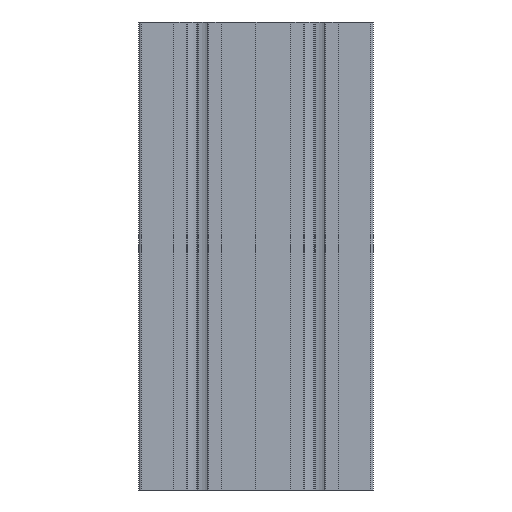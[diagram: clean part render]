
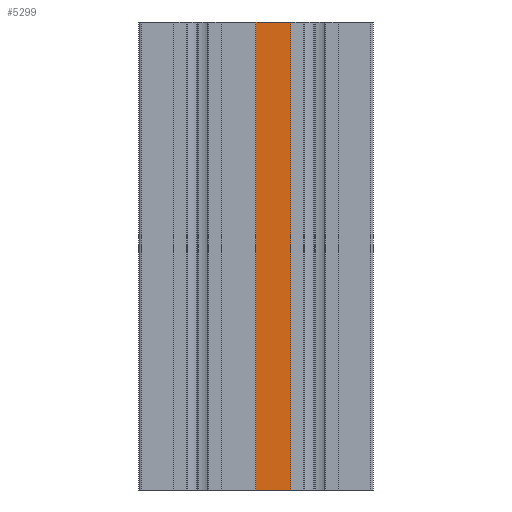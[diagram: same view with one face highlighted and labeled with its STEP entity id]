
A CAD part, front view. The second image highlights one B-rep face of the part: STEP entity #5299.
In plain terms, the highlighted planar face has unit normal (0, -1, 0).
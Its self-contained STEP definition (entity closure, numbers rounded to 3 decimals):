
#5260=CARTESIAN_POINT('',(0.465,-10.485,0.0));
#5261=DIRECTION('',(0.0,-1.0,0.0));
#5262=DIRECTION('',(0.0,0.0,-1.0));
#5263=AXIS2_PLACEMENT_3D('',#5260,#5261,#5262);
#5264=PLANE('',#5263);
#5265=CARTESIAN_POINT('',(0.465,-10.485,100.0));
#5266=VERTEX_POINT('',#5265);
#5267=CARTESIAN_POINT('',(-6.96,-10.485,100.0));
#5268=VERTEX_POINT('',#5267);
#5269=CARTESIAN_POINT('',(0.465,-10.485,100.0));
#5270=DIRECTION('',(-1.0,0.0,0.0));
#5271=VECTOR('',#5270,7.425);
#5272=LINE('',#5269,#5271);
#5273=EDGE_CURVE('',#5266,#5268,#5272,.T.);
#5274=ORIENTED_EDGE('',*,*,#5273,.T.);
#5275=CARTESIAN_POINT('',(-6.96,-10.485,0.0));
#5276=VERTEX_POINT('',#5275);
#5277=CARTESIAN_POINT('',(-6.96,-10.485,0.0));
#5278=DIRECTION('',(0.0,0.0,1.0));
#5279=VECTOR('',#5278,100.0);
#5280=LINE('',#5277,#5279);
#5281=EDGE_CURVE('',#5276,#5268,#5280,.T.);
#5282=ORIENTED_EDGE('',*,*,#5281,.F.);
#5283=CARTESIAN_POINT('',(0.465,-10.485,0.0));
#5284=VERTEX_POINT('',#5283);
#5285=CARTESIAN_POINT('',(-6.96,-10.485,0.0));
#5286=DIRECTION('',(1.0,0.0,0.0));
#5287=VECTOR('',#5286,7.425);
#5288=LINE('',#5285,#5287);
#5289=EDGE_CURVE('',#5276,#5284,#5288,.T.);
#5290=ORIENTED_EDGE('',*,*,#5289,.T.);
#5291=CARTESIAN_POINT('',(0.465,-10.485,0.0));
#5292=DIRECTION('',(0.0,0.0,1.0));
#5293=VECTOR('',#5292,100.0);
#5294=LINE('',#5291,#5293);
#5295=EDGE_CURVE('',#5284,#5266,#5294,.T.);
#5296=ORIENTED_EDGE('',*,*,#5295,.T.);
#5297=EDGE_LOOP('',(#5274,#5282,#5290,#5296));
#5298=FACE_OUTER_BOUND('',#5297,.T.);
#5299=ADVANCED_FACE('',(#5298),#5264,.T.);
